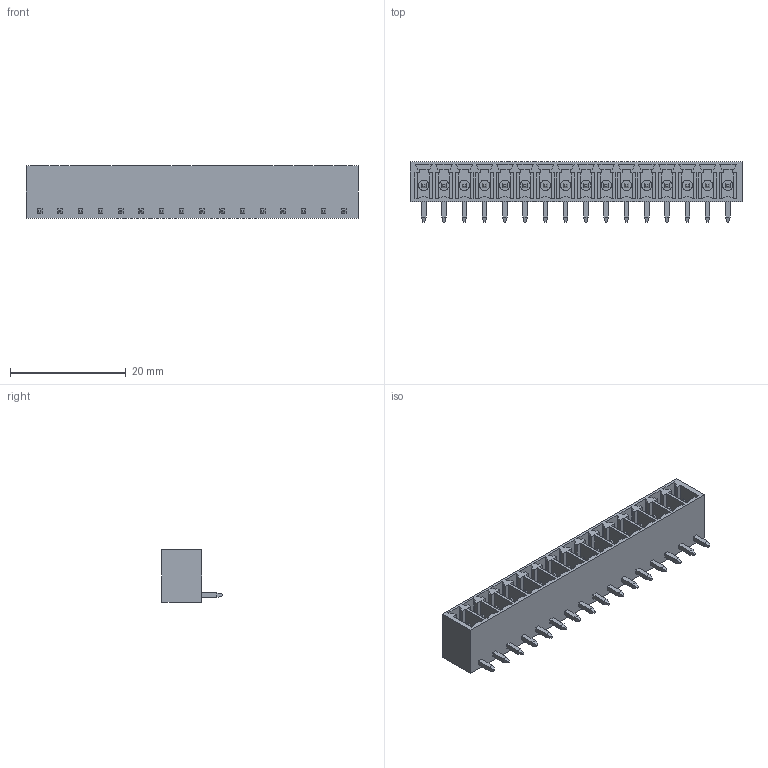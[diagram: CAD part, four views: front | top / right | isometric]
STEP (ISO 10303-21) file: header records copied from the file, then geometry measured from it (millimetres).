
FILE_DESCRIPTION((''),'2;1');
FILE_NAME('395021016','2015-01-20T',('me'),(''),'PRO/ENGINEER BY PARAMETRIC TECHNOLOGY CORPORATION, 2011490','PRO/ENGINEER BY PARAMETRIC TECHNOLOGY CORPORATION, 2011490','');
FILE_SCHEMA(('CONFIG_CONTROL_DESIGN'));
Length unit declared in the file: inch
Products named in the file (1): 395021016
Bounding box: 57.4 x 10.41 x 9.14 mm (x, y, z)
Volume: 1785.4 mm3; surface area: 5301.5 mm2
Topology: 1 solids, 1 shells, 646 faces, 1660 edges, 1096 vertices
Faces by surface type: plane 598, cylinder 48
Entity records: 19117 total; most frequent: CARTESIAN_POINT 3339, ORIENTED_EDGE 3224, DIRECTION 3082, EDGE_CURVE 1612, VECTOR 1532, LINE 1532, VERTEX_POINT 1032, AXIS2_PLACEMENT_3D 775
